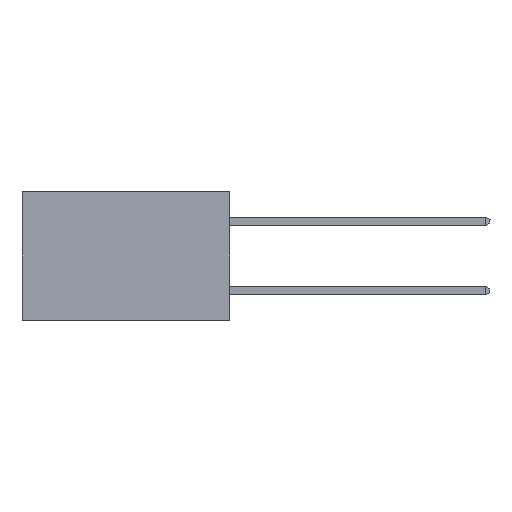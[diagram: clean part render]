
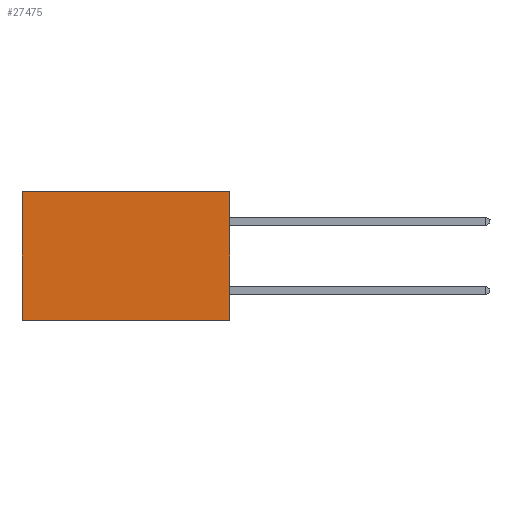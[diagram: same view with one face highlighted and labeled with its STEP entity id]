
A CAD part, left-side view. The second image highlights one B-rep face of the part: STEP entity #27475.
In plain terms, the highlighted planar face has unit normal (-1, 0, 0).
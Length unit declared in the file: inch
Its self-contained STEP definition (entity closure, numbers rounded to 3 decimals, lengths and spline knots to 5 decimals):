
#926 = CARTESIAN_POINT ( 'NONE',  ( 0.298, 0.6, 0. ) ) ;
#943 = ORIENTED_EDGE ( 'NONE', *, *, #25997, .F. ) ;
#1236 = VECTOR ( 'NONE', #12660, 39.37008 ) ;
#2261 = VECTOR ( 'NONE', #2530, 39.37008 ) ;
#2299 = LINE ( 'NONE', #27292, #28074 ) ;
#2530 = DIRECTION ( 'NONE',  ( 0., 0., -1. ) ) ;
#2584 = VERTEX_POINT ( 'NONE', #11480 ) ;
#2631 = CARTESIAN_POINT ( 'NONE',  ( 0.298, 0., 0. ) ) ;
#3583 = VERTEX_POINT ( 'NONE', #2631 ) ;
#3794 = DIRECTION ( 'NONE',  ( 1., 0., 0. ) ) ;
#3959 = LINE ( 'NONE', #8068, #1236 ) ;
#5347 = DIRECTION ( 'NONE',  ( 0., 0., -1. ) ) ;
#5494 = EDGE_CURVE ( 'NONE', #2584, #5961, #27692, .T. ) ;
#5961 = VERTEX_POINT ( 'NONE', #14961 ) ;
#8068 = CARTESIAN_POINT ( 'NONE',  ( 0.298, 0., 0. ) ) ;
#8136 = DIRECTION ( 'NONE',  ( 0., 0., -1. ) ) ;
#8655 = EDGE_CURVE ( 'NONE', #14290, #5961, #2299, .T. ) ;
#10227 = ORIENTED_EDGE ( 'NONE', *, *, #10390, .T. ) ;
#10390 = EDGE_CURVE ( 'NONE', #3583, #14290, #3959, .T. ) ;
#10824 = ORIENTED_EDGE ( 'NONE', *, *, #8655, .T. ) ;
#11480 = CARTESIAN_POINT ( 'NONE',  ( 0.298, 0., -0.37 ) ) ;
#12660 = DIRECTION ( 'NONE',  ( 0., 1., 0. ) ) ;
#12824 = CARTESIAN_POINT ( 'NONE',  ( 0.298, 0., 0. ) ) ;
#13580 = CARTESIAN_POINT ( 'NONE',  ( 0.298, 0., 0. ) ) ;
#14290 = VERTEX_POINT ( 'NONE', #926 ) ;
#14908 = DIRECTION ( 'NONE',  ( 0., 1., 0. ) ) ;
#14961 = CARTESIAN_POINT ( 'NONE',  ( 0.298, 0.6, -0.37 ) ) ;
#15014 = EDGE_LOOP ( 'NONE', ( #10824, #27085, #943, #10227 ) ) ;
#15601 = AXIS2_PLACEMENT_3D ( 'NONE', #12824, #3794, #8136 ) ;
#16660 = FACE_OUTER_BOUND ( 'NONE', #15014, .T. ) ;
#16947 = CARTESIAN_POINT ( 'NONE',  ( 0.298, 0., -0.37 ) ) ;
#22586 = VECTOR ( 'NONE', #14908, 39.37008 ) ;
#25997 = EDGE_CURVE ( 'NONE', #3583, #2584, #26677, .T. ) ;
#26677 = LINE ( 'NONE', #13580, #2261 ) ;
#27085 = ORIENTED_EDGE ( 'NONE', *, *, #5494, .F. ) ;
#27292 = CARTESIAN_POINT ( 'NONE',  ( 0.298, 0.6, 0. ) ) ;
#27475 = ADVANCED_FACE ( 'NONE', ( #16660 ), #28090, .F. ) ;
#27692 = LINE ( 'NONE', #16947, #22586 ) ;
#28074 = VECTOR ( 'NONE', #5347, 39.37008 ) ;
#28090 = PLANE ( 'NONE',  #15601 ) ;
